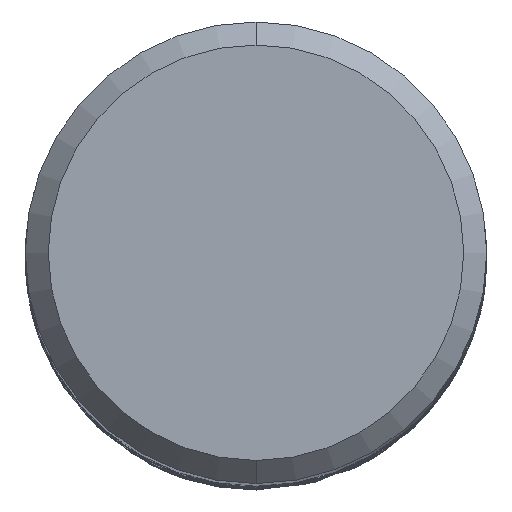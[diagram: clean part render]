
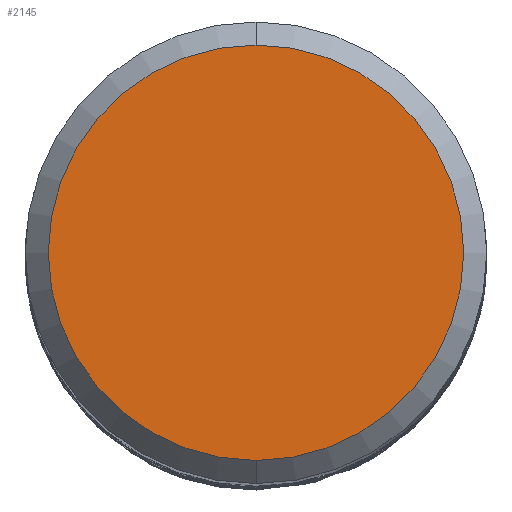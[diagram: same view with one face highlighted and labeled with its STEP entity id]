
A CAD part, top view. The second image highlights one B-rep face of the part: STEP entity #2145.
In plain terms, the highlighted planar face has unit normal (0, 0, 1).
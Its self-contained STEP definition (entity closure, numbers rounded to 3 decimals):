
#2085=EDGE_CURVE('',#2277,#4041,#4839,.T.);
#2145=ADVANCED_FACE('',(#4904),#4905,.T.);
#2277=VERTEX_POINT('',#5051);
#3329=EDGE_CURVE('',#4041,#2277,#6189,.T.);
#4041=VERTEX_POINT('',#6971);
#4839=CIRCLE('',#19744,7.2);
#4904=FACE_OUTER_BOUND('',#20878,.T.);
#4905=PLANE('',#20879);
#5051=CARTESIAN_POINT('',(0.0,7.2,0.0));
#6189=CIRCLE('',#36630,7.2);
#6971=CARTESIAN_POINT('',(0.,-7.2,0.0));
#19744=AXIS2_PLACEMENT_3D('',#49499,#49500,#49501);
#20878=EDGE_LOOP('',(#49550,#49551));
#20879=AXIS2_PLACEMENT_3D('',#49552,#49553,#49554);
#36630=AXIS2_PLACEMENT_3D('',#50812,#50813,#50814);
#49499=CARTESIAN_POINT('',(0.0,0.0,0.0));
#49500=DIRECTION('',(0.0,0.0,-1.0));
#49501=DIRECTION('',(0.0,1.0,0.0));
#49550=ORIENTED_EDGE('',*,*,#2085,.F.);
#49551=ORIENTED_EDGE('',*,*,#3329,.F.);
#49552=CARTESIAN_POINT('',(0.0,3.6,0.0));
#49553=DIRECTION('',(-0.0,0.0,1.0));
#49554=DIRECTION('',(0.0,-1.0,0.0));
#50812=CARTESIAN_POINT('',(0.0,0.0,0.0));
#50813=DIRECTION('',(0.0,0.0,-1.0));
#50814=DIRECTION('',(0.0,1.0,0.0));
